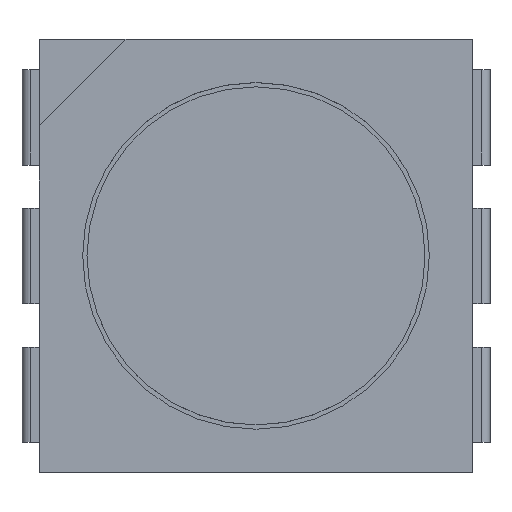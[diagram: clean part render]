
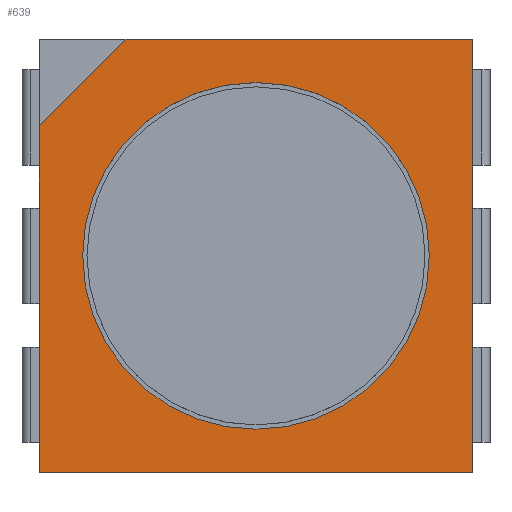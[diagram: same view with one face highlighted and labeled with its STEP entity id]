
A CAD part, top view. The second image highlights one B-rep face of the part: STEP entity #639.
In plain terms, the highlighted planar face has unit normal (0, 0, 1).
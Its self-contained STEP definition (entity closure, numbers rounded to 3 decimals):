
#13=DIRECTION('',(0.,0.,1.));
#36=DIRECTION('',(0.,-1.,0.));
#43=VECTOR('',#44,1.);
#44=DIRECTION('',(-1.,0.,0.));
#91=VECTOR('',#92,1.);
#92=DIRECTION('',(0.,1.,0.));
#96=VECTOR('',#36,1.);
#100=DIRECTION('',(1.,0.,0.));
#193=VERTEX_POINT('',#194);
#194=CARTESIAN_POINT('',(-2.5,-2.5,1.51));
#196=ORIENTED_EDGE('',*,*,#197,.T.);
#197=EDGE_CURVE('',#193,#198,#200,.T.);
#198=VERTEX_POINT('',#199);
#199=CARTESIAN_POINT('',(-2.5,1.5,1.51));
#200=LINE('',#194,#91);
#207=DIRECTION('',(0.,0.,-1.));
#276=VECTOR('',#100,1.);
#601=VERTEX_POINT('',#602);
#602=CARTESIAN_POINT('',(-1.5,2.5,1.51));
#604=ORIENTED_EDGE('',*,*,#605,.T.);
#605=EDGE_CURVE('',#601,#606,#608,.T.);
#606=VERTEX_POINT('',#607);
#607=CARTESIAN_POINT('',(2.5,2.5,1.51));
#608=LINE('',#609,#276);
#609=CARTESIAN_POINT('',(-2.5,2.5,1.51));
#621=VECTOR('',#622,1.);
#622=DIRECTION('',(-0.707,-0.707,0.));
#633=ORIENTED_EDGE('',*,*,#634,.F.);
#634=EDGE_CURVE('',#601,#198,#635,.T.);
#635=LINE('',#602,#621);
#639=ADVANCED_FACE('',(#640,#650),#659,.F.);
#640=FACE_BOUND('',#641,.F.);
#641=EDGE_LOOP('',(#633,#604,#642,#647,#196));
#642=ORIENTED_EDGE('',*,*,#643,.T.);
#643=EDGE_CURVE('',#606,#644,#646,.T.);
#644=VERTEX_POINT('',#645);
#645=CARTESIAN_POINT('',(2.5,-2.5,1.51));
#646=LINE('',#607,#96);
#647=ORIENTED_EDGE('',*,*,#648,.T.);
#648=EDGE_CURVE('',#644,#193,#649,.T.);
#649=LINE('',#645,#43);
#650=FACE_BOUND('',#651,.F.);
#651=EDGE_LOOP('',(#652));
#652=ORIENTED_EDGE('',*,*,#653,.T.);
#653=EDGE_CURVE('',#654,#654,#656,.T.);
#654=VERTEX_POINT('',#655);
#655=CARTESIAN_POINT('',(2.,0.,1.51));
#656=CIRCLE('',#657,2.);
#657=AXIS2_PLACEMENT_3D('',#658,#13,#100);
#658=CARTESIAN_POINT('',(0.,0.,1.51));
#659=PLANE('',#660);
#660=AXIS2_PLACEMENT_3D('',#658,#207,#44);
